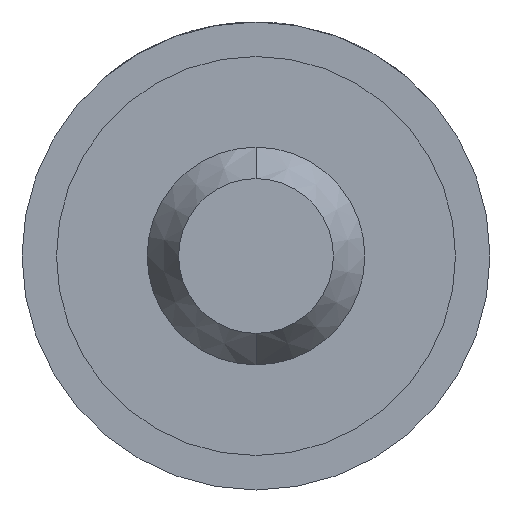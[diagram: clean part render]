
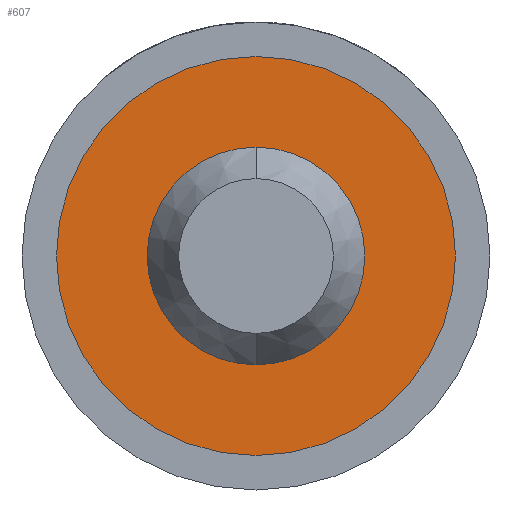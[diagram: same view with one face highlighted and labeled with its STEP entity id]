
A CAD part, front view. The second image highlights one B-rep face of the part: STEP entity #607.
In plain terms, the highlighted planar face has unit normal (0, -1, 0).
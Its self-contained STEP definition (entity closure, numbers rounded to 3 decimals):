
#30 = VERTEX_POINT ( 'NONE', #3208 ) ;
#51 = CARTESIAN_POINT ( 'NONE',  ( 0., -42.1, 0. ) ) ;
#59 = CIRCLE ( 'NONE', #4655, 3. ) ;
#319 = VERTEX_POINT ( 'NONE', #3729 ) ;
#337 = EDGE_CURVE ( 'Defeature ausgef�hrt2_8+Defeature ausgef�hrt2_1+Defeature ausgef�hrt2_1+Defeature ausgef�hrt2_1', #319, #1246, #59, .T. ) ;
#405 = DIRECTION ( 'NONE',  ( 0., 0., 1. ) ) ;
#456 = CIRCLE ( 'NONE', #2782, 3. ) ;
#607 = ADVANCED_FACE ( 'Defeature ausgef�hrt2_8', ( #2428, #1437 ), #3739, .F. ) ;
#782 = DIRECTION ( 'NONE',  ( 0., 0., 1. ) ) ;
#839 = AXIS2_PLACEMENT_3D ( 'NONE', #3268, #1035, #2555 ) ;
#1020 = AXIS2_PLACEMENT_3D ( 'NONE', #1882, #1968, #4561 ) ;
#1021 = CIRCLE ( 'NONE', #839, 5.5 ) ;
#1035 = DIRECTION ( 'NONE',  ( 0., 1., 0. ) ) ;
#1140 = DIRECTION ( 'NONE',  ( 0., 1., 0. ) ) ;
#1147 = DIRECTION ( 'NONE',  ( 0., 1., 0. ) ) ;
#1246 = VERTEX_POINT ( 'NONE', #2323 ) ;
#1437 = FACE_BOUND ( 'NONE', #1954, .T. ) ;
#1522 = CARTESIAN_POINT ( 'NONE',  ( 0., -42.1, 0. ) ) ;
#1714 = ORIENTED_EDGE ( 'NONE', *, *, #3385, .T. ) ;
#1719 = DIRECTION ( 'NONE',  ( 0., 1., 0. ) ) ;
#1768 = DIRECTION ( 'NONE',  ( 0., 0., 1. ) ) ;
#1882 = CARTESIAN_POINT ( 'NONE',  ( 5.5, -42.1, 0. ) ) ;
#1954 = EDGE_LOOP ( 'NONE', ( #4551, #1714 ) ) ;
#1968 = DIRECTION ( 'NONE',  ( 0., 1., 0. ) ) ;
#2011 = EDGE_CURVE ( 'Defeature ausgef�hrt2_9+Defeature ausgef�hrt2_8+Defeature ausgef�hrt2_8+Defeature ausgef�hrt2_8', #3904, #30, #1021, .T. ) ;
#2135 = CARTESIAN_POINT ( 'NONE',  ( 0., -42.1, 0. ) ) ;
#2174 = ORIENTED_EDGE ( 'NONE', *, *, #2011, .F. ) ;
#2278 = AXIS2_PLACEMENT_3D ( 'NONE', #2135, #1719, #1768 ) ;
#2323 = CARTESIAN_POINT ( 'NONE',  ( 0., -42.1, -3. ) ) ;
#2428 = FACE_OUTER_BOUND ( 'NONE', #4311, .T. ) ;
#2555 = DIRECTION ( 'NONE',  ( 0., 0., 1. ) ) ;
#2782 = AXIS2_PLACEMENT_3D ( 'NONE', #51, #1147, #782 ) ;
#3208 = CARTESIAN_POINT ( 'NONE',  ( 0., -42.1, -5.5 ) ) ;
#3268 = CARTESIAN_POINT ( 'NONE',  ( 0., -42.1, 0. ) ) ;
#3385 = EDGE_CURVE ( 'Defeature ausgef�hrt2_8+Defeature ausgef�hrt2_1+Defeature ausgef�hrt2_1+Defeature ausgef�hrt2_1', #1246, #319, #456, .T. ) ;
#3525 = ORIENTED_EDGE ( 'NONE', *, *, #3714, .F. ) ;
#3714 = EDGE_CURVE ( 'Defeature ausgef�hrt2_9+Defeature ausgef�hrt2_8+Defeature ausgef�hrt2_8+Defeature ausgef�hrt2_8', #30, #3904, #4528, .T. ) ;
#3729 = CARTESIAN_POINT ( 'NONE',  ( 0., -42.1, 3. ) ) ;
#3739 = PLANE ( 'NONE',  #1020 ) ;
#3904 = VERTEX_POINT ( 'NONE', #4384 ) ;
#4311 = EDGE_LOOP ( 'NONE', ( #2174, #3525 ) ) ;
#4384 = CARTESIAN_POINT ( 'NONE',  ( 0., -42.1, 5.5 ) ) ;
#4528 = CIRCLE ( 'NONE', #2278, 5.5 ) ;
#4551 = ORIENTED_EDGE ( 'NONE', *, *, #337, .T. ) ;
#4561 = DIRECTION ( 'NONE',  ( 0., 0., 1. ) ) ;
#4655 = AXIS2_PLACEMENT_3D ( 'NONE', #1522, #1140, #405 ) ;
